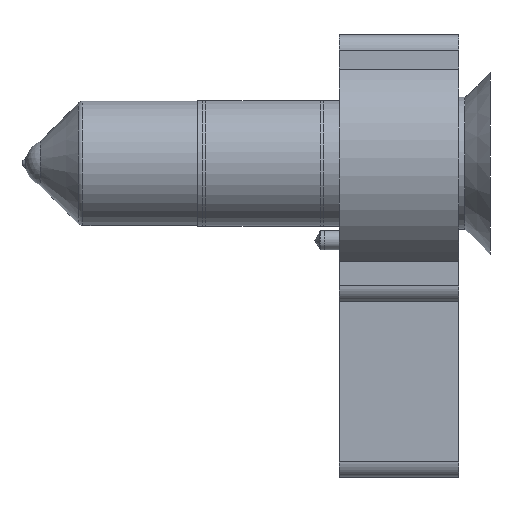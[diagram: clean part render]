
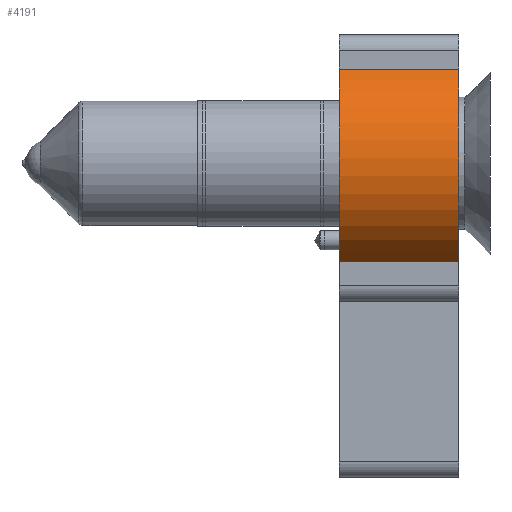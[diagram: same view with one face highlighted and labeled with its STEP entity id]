
A CAD part, front view. The second image highlights one B-rep face of the part: STEP entity #4191.
In plain terms, the highlighted cylindrical face has radius 35 mm (diameter 70 mm), a partial arc.
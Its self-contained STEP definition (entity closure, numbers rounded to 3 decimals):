
#2714 = LINE ( 'NONE', #7458, #7568 ) ;
#2764 = LINE ( 'NONE', #3482, #5967 ) ;
#3482 = CARTESIAN_POINT ( 'NONE',  ( 18., -30.017, 38. ) ) ;
#3553 = AXIS2_PLACEMENT_3D ( 'NONE', #3775, #10811, #4810 ) ;
#3775 = CARTESIAN_POINT ( 'NONE',  ( 0., 0., 38. ) ) ;
#3980 = CIRCLE ( 'NONE', #3553, 35. ) ;
#4079 = CARTESIAN_POINT ( 'NONE',  ( 18., -30.017, 0. ) ) ;
#4191 = ADVANCED_FACE ( 'NONE', ( #8656 ), #8356, .T. ) ;
#4489 = CARTESIAN_POINT ( 'NONE',  ( 16., 31.129, 38. ) ) ;
#4740 = EDGE_CURVE ( 'NONE', #12088, #10068, #2714, .T. ) ;
#4757 = DIRECTION ( 'NONE',  ( 0., 0., 1. ) ) ;
#4810 = DIRECTION ( 'NONE',  ( 1., 0., 0. ) ) ;
#5160 = ORIENTED_EDGE ( 'NONE', *, *, #8045, .T. ) ;
#5967 = VECTOR ( 'NONE', #8483, 1000. ) ;
#5974 = VERTEX_POINT ( 'NONE', #4079 ) ;
#6827 = AXIS2_PLACEMENT_3D ( 'NONE', #11526, #11511, #11542 ) ;
#7089 = DIRECTION ( 'NONE',  ( 0., 0., -1. ) ) ;
#7190 = EDGE_CURVE ( 'NONE', #9587, #12088, #3980, .T. ) ;
#7248 = CARTESIAN_POINT ( 'NONE',  ( 16., 31.129, 0. ) ) ;
#7458 = CARTESIAN_POINT ( 'NONE',  ( 16., 31.129, 38. ) ) ;
#7568 = VECTOR ( 'NONE', #7089, 1000. ) ;
#8045 = EDGE_CURVE ( 'NONE', #5974, #10068, #12388, .T. ) ;
#8055 = ORIENTED_EDGE ( 'NONE', *, *, #7190, .F. ) ;
#8356 = CYLINDRICAL_SURFACE ( 'NONE', #6827, 35. ) ;
#8432 = EDGE_LOOP ( 'NONE', ( #5160, #10702, #8055, #11323 ) ) ;
#8483 = DIRECTION ( 'NONE',  ( 0., 0., -1. ) ) ;
#8656 = FACE_OUTER_BOUND ( 'NONE', #8432, .T. ) ;
#9475 = CARTESIAN_POINT ( 'NONE',  ( 18., -30.017, 38. ) ) ;
#9587 = VERTEX_POINT ( 'NONE', #9475 ) ;
#10068 = VERTEX_POINT ( 'NONE', #7248 ) ;
#10702 = ORIENTED_EDGE ( 'NONE', *, *, #4740, .F. ) ;
#10731 = AXIS2_PLACEMENT_3D ( 'NONE', #10758, #4757, #11837 ) ;
#10758 = CARTESIAN_POINT ( 'NONE',  ( 0., 0., 0. ) ) ;
#10811 = DIRECTION ( 'NONE',  ( 0., 0., 1. ) ) ;
#11323 = ORIENTED_EDGE ( 'NONE', *, *, #12128, .T. ) ;
#11511 = DIRECTION ( 'NONE',  ( 0., 0., -1. ) ) ;
#11526 = CARTESIAN_POINT ( 'NONE',  ( 0., 0., 38. ) ) ;
#11542 = DIRECTION ( 'NONE',  ( -1., 0., 0. ) ) ;
#11837 = DIRECTION ( 'NONE',  ( 1., 0., 0. ) ) ;
#12088 = VERTEX_POINT ( 'NONE', #4489 ) ;
#12128 = EDGE_CURVE ( 'NONE', #9587, #5974, #2764, .T. ) ;
#12388 = CIRCLE ( 'NONE', #10731, 35. ) ;
